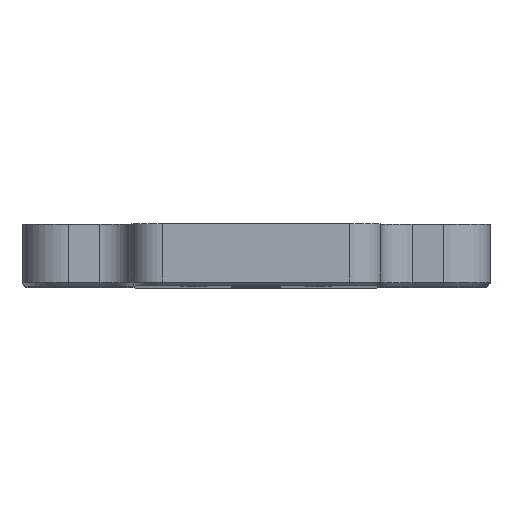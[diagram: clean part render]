
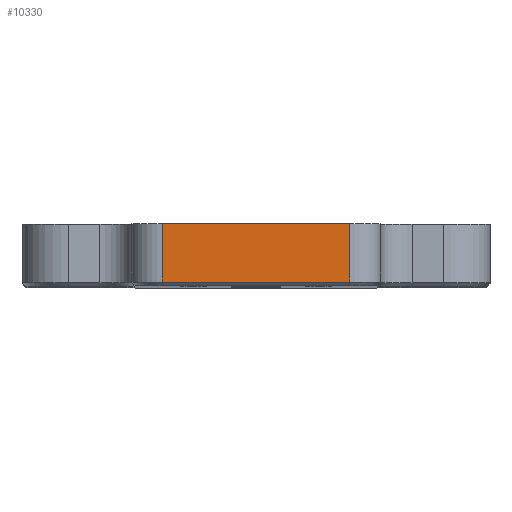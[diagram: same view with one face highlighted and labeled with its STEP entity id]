
A CAD part, top view. The second image highlights one B-rep face of the part: STEP entity #10330.
In plain terms, the highlighted planar face has unit normal (0, 0, 1).
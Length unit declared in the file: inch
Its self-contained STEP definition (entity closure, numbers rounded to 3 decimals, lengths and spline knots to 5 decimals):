
#920=PLANE('',#10835);
#1465=FACE_OUTER_BOUND('',#2094,.T.);
#2094=EDGE_LOOP('',(#9701,#9702,#9703,#9704));
#2131=LINE('',#12974,#3210);
#3129=LINE('',#17786,#4208);
#3179=LINE('',#17908,#4258);
#3180=LINE('',#17910,#4259);
#3210=VECTOR('',#10910,0.3937);
#4208=VECTOR('',#12696,0.3937);
#4258=VECTOR('',#12858,0.3937);
#4259=VECTOR('',#12861,0.3937);
#4384=VERTEX_POINT('',#12971);
#4385=VERTEX_POINT('',#12973);
#5308=VERTEX_POINT('',#17780);
#5309=VERTEX_POINT('',#17784);
#5361=EDGE_CURVE('',#4385,#4384,#2131,.T.);
#6730=EDGE_CURVE('',#5309,#5308,#3129,.T.);
#6791=EDGE_CURVE('',#5308,#4384,#3179,.T.);
#6792=EDGE_CURVE('',#4385,#5309,#3180,.T.);
#9701=ORIENTED_EDGE('',*,*,#6730,.F.);
#9702=ORIENTED_EDGE('',*,*,#6792,.F.);
#9703=ORIENTED_EDGE('',*,*,#5361,.T.);
#9704=ORIENTED_EDGE('',*,*,#6791,.F.);
#10330=ADVANCED_FACE('',(#1465),#920,.T.);
#10835=AXIS2_PLACEMENT_3D('',#17911,#12862,#12863);
#10910=DIRECTION('',(-1.,0.,0.));
#12696=DIRECTION('',(-1.,0.,0.));
#12858=DIRECTION('',(0.,1.,0.));
#12861=DIRECTION('',(0.,-1.,0.));
#12862=DIRECTION('center_axis',(0.,0.,1.));
#12863=DIRECTION('ref_axis',(1.,0.,0.));
#12971=CARTESIAN_POINT('',(-0.75,0.5,5.98341));
#12973=CARTESIAN_POINT('',(0.75,0.5,5.98341));
#12974=CARTESIAN_POINT('',(-0.5,0.5,5.98341));
#17780=CARTESIAN_POINT('',(-0.75,0.03125,5.98341));
#17784=CARTESIAN_POINT('',(0.75,0.03125,5.98341));
#17786=CARTESIAN_POINT('',(-0.5,0.03125,5.98341));
#17908=CARTESIAN_POINT('',(-0.75,0.,5.98341));
#17910=CARTESIAN_POINT('',(0.75,0.,5.98341));
#17911=CARTESIAN_POINT('Origin',(-1.,0.,5.98341));
